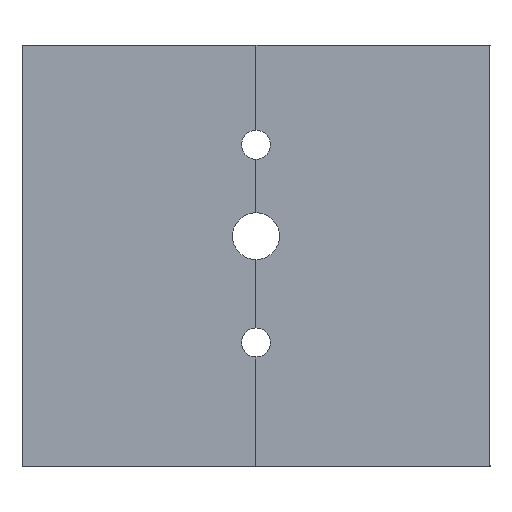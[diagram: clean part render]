
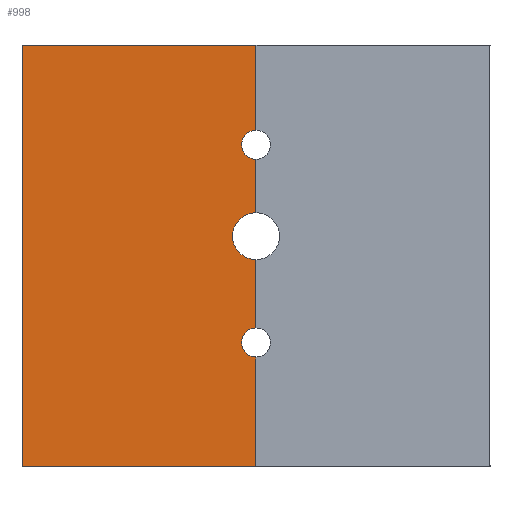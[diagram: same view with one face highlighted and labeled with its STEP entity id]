
A CAD part, front view. The second image highlights one B-rep face of the part: STEP entity #998.
In plain terms, the highlighted planar face has unit normal (0, -1, 0).
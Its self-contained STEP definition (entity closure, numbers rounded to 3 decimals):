
#41=CIRCLE('',#1068,3.556);
#43=CIRCLE('',#1071,2.2);
#44=CIRCLE('',#1072,2.2);
#71=FACE_OUTER_BOUND('',#125,.T.);
#125=EDGE_LOOP('',(#695,#696,#697,#698,#699,#700,#701,#702,#703,#704));
#199=LINE('',#1467,#319);
#200=LINE('',#1471,#320);
#201=LINE('',#1473,#321);
#202=LINE('',#1475,#322);
#203=LINE('',#1477,#323);
#204=LINE('',#1479,#324);
#205=LINE('',#1482,#325);
#319=VECTOR('',#1185,10.);
#320=VECTOR('',#1188,10.);
#321=VECTOR('',#1189,10.);
#322=VECTOR('',#1190,10.);
#323=VECTOR('',#1191,10.);
#324=VECTOR('',#1192,10.);
#325=VECTOR('',#1195,10.);
#434=VERTEX_POINT('',#1460);
#435=VERTEX_POINT('',#1462);
#436=VERTEX_POINT('',#1466);
#437=VERTEX_POINT('',#1468);
#438=VERTEX_POINT('',#1470);
#439=VERTEX_POINT('',#1472);
#440=VERTEX_POINT('',#1474);
#441=VERTEX_POINT('',#1476);
#442=VERTEX_POINT('',#1478);
#443=VERTEX_POINT('',#1480);
#535=EDGE_CURVE('',#435,#434,#41,.T.);
#537=EDGE_CURVE('',#436,#434,#199,.T.);
#538=EDGE_CURVE('',#436,#437,#43,.T.);
#539=EDGE_CURVE('',#438,#437,#200,.T.);
#540=EDGE_CURVE('',#438,#439,#201,.T.);
#541=EDGE_CURVE('',#439,#440,#202,.T.);
#542=EDGE_CURVE('',#440,#441,#203,.T.);
#543=EDGE_CURVE('',#442,#441,#204,.T.);
#544=EDGE_CURVE('',#442,#443,#44,.T.);
#545=EDGE_CURVE('',#435,#443,#205,.T.);
#695=ORIENTED_EDGE('',*,*,#535,.T.);
#696=ORIENTED_EDGE('',*,*,#537,.F.);
#697=ORIENTED_EDGE('',*,*,#538,.T.);
#698=ORIENTED_EDGE('',*,*,#539,.F.);
#699=ORIENTED_EDGE('',*,*,#540,.T.);
#700=ORIENTED_EDGE('',*,*,#541,.T.);
#701=ORIENTED_EDGE('',*,*,#542,.T.);
#702=ORIENTED_EDGE('',*,*,#543,.F.);
#703=ORIENTED_EDGE('',*,*,#544,.T.);
#704=ORIENTED_EDGE('',*,*,#545,.F.);
#953=PLANE('',#1070);
#998=ADVANCED_FACE('',(#71),#953,.T.);
#1068=AXIS2_PLACEMENT_3D('',#1463,#1179,#1180);
#1070=AXIS2_PLACEMENT_3D('',#1465,#1183,#1184);
#1071=AXIS2_PLACEMENT_3D('',#1469,#1186,#1187);
#1072=AXIS2_PLACEMENT_3D('',#1481,#1193,#1194);
#1179=DIRECTION('center_axis',(0.,1.,0.));
#1180=DIRECTION('ref_axis',(-1.,0.,0.));
#1183=DIRECTION('center_axis',(0.,-1.,0.));
#1184=DIRECTION('ref_axis',(0.,0.,-1.));
#1185=DIRECTION('',(0.,0.,-1.));
#1186=DIRECTION('center_axis',(0.,1.,0.));
#1187=DIRECTION('ref_axis',(-1.,0.,0.));
#1188=DIRECTION('',(0.,0.,-1.));
#1189=DIRECTION('',(-1.,0.,0.));
#1190=DIRECTION('',(0.,0.,-1.));
#1191=DIRECTION('',(1.,0.,0.));
#1192=DIRECTION('',(0.,0.,-1.));
#1193=DIRECTION('center_axis',(0.,1.,0.));
#1194=DIRECTION('ref_axis',(-1.,0.,0.));
#1195=DIRECTION('',(0.,0.,-1.));
#1460=CARTESIAN_POINT('',(26.,-10.,34.556));
#1462=CARTESIAN_POINT('',(26.,-10.,27.444));
#1463=CARTESIAN_POINT('Origin',(26.,-10.,31.));
#1465=CARTESIAN_POINT('Origin',(-9.5,-10.,0.));
#1466=CARTESIAN_POINT('',(26.,-10.,42.679));
#1467=CARTESIAN_POINT('',(26.,-10.,0.));
#1468=CARTESIAN_POINT('',(26.,-10.,47.079));
#1469=CARTESIAN_POINT('Origin',(26.,-10.,44.879));
#1470=CARTESIAN_POINT('',(26.,-10.,60.));
#1471=CARTESIAN_POINT('',(26.,-10.,0.));
#1472=CARTESIAN_POINT('',(-9.5,-10.,60.));
#1473=CARTESIAN_POINT('',(8.25,-10.,60.));
#1474=CARTESIAN_POINT('',(-9.5,-10.,-4.));
#1475=CARTESIAN_POINT('',(-9.5,-10.,0.));
#1476=CARTESIAN_POINT('',(26.,-10.,-4.));
#1477=CARTESIAN_POINT('',(-9.5,-10.,-4.));
#1478=CARTESIAN_POINT('',(26.,-10.,12.679));
#1479=CARTESIAN_POINT('',(26.,-10.,0.));
#1480=CARTESIAN_POINT('',(26.,-10.,17.079));
#1481=CARTESIAN_POINT('Origin',(26.,-10.,14.879));
#1482=CARTESIAN_POINT('',(26.,-10.,0.));
